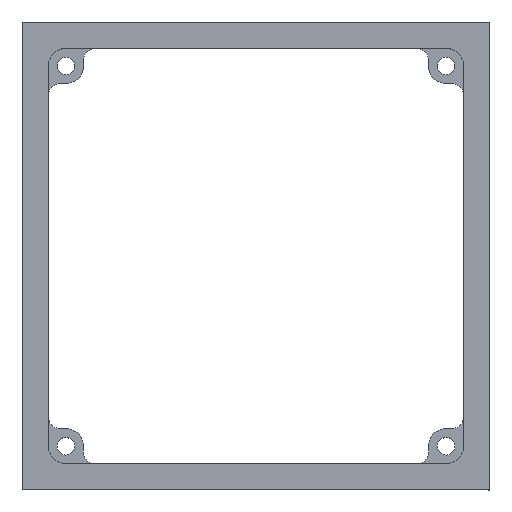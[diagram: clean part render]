
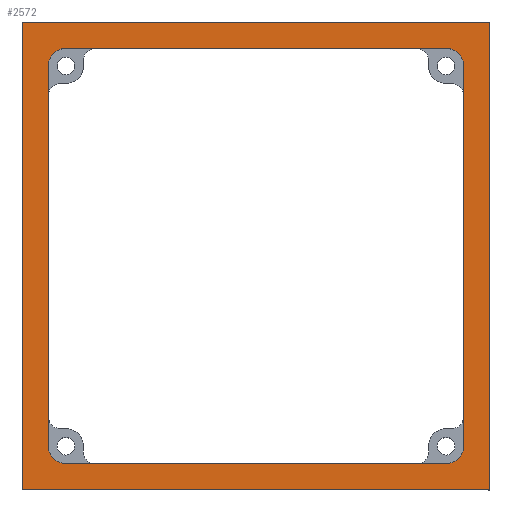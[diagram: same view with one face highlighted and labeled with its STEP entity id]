
A CAD part, top view. The second image highlights one B-rep face of the part: STEP entity #2572.
In plain terms, the highlighted planar face has unit normal (0, 0, 1).
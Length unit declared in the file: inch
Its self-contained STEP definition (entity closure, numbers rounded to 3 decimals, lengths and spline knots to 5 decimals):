
#14=FACE_BOUND('',#400,.T.);
#100=CIRCLE('',#2810,0.11811);
#101=CIRCLE('',#2811,0.11811);
#102=CIRCLE('',#2812,0.11811);
#103=CIRCLE('',#2813,0.11811);
#252=FACE_OUTER_BOUND('',#399,.T.);
#399=EDGE_LOOP('',(#1979,#1980,#1981,#1982));
#400=EDGE_LOOP('',(#1983,#1984,#1985,#1986,#1987,#1988,#1989,#1990));
#451=LINE('',#3604,#712);
#457=LINE('',#3617,#718);
#472=LINE('',#3646,#733);
#483=LINE('',#3667,#744);
#671=LINE('',#4192,#932);
#672=LINE('',#4194,#933);
#673=LINE('',#4196,#934);
#674=LINE('',#4197,#935);
#712=VECTOR('',#2867,2.55906);
#718=VECTOR('',#2875,2.55906);
#733=VECTOR('',#2894,2.55906);
#744=VECTOR('',#2907,2.55906);
#932=VECTOR('',#3475,3.14961);
#933=VECTOR('',#3476,3.14961);
#934=VECTOR('',#3477,3.14961);
#935=VECTOR('',#3478,3.14961);
#972=VERTEX_POINT('',#3601);
#973=VERTEX_POINT('',#3603);
#978=VERTEX_POINT('',#3614);
#979=VERTEX_POINT('',#3616);
#990=VERTEX_POINT('',#3643);
#991=VERTEX_POINT('',#3645);
#999=VERTEX_POINT('',#3664);
#1000=VERTEX_POINT('',#3666);
#1146=VERTEX_POINT('',#4190);
#1147=VERTEX_POINT('',#4191);
#1148=VERTEX_POINT('',#4193);
#1149=VERTEX_POINT('',#4195);
#1173=EDGE_CURVE('',#973,#972,#451,.T.);
#1179=EDGE_CURVE('',#979,#978,#457,.T.);
#1194=EDGE_CURVE('',#991,#990,#472,.T.);
#1205=EDGE_CURVE('',#1000,#999,#483,.T.);
#1469=EDGE_CURVE('',#1146,#1147,#671,.T.);
#1470=EDGE_CURVE('',#1147,#1148,#672,.T.);
#1471=EDGE_CURVE('',#1148,#1149,#673,.T.);
#1472=EDGE_CURVE('',#1149,#1146,#674,.T.);
#1473=EDGE_CURVE('',#973,#978,#100,.T.);
#1474=EDGE_CURVE('',#991,#972,#101,.T.);
#1475=EDGE_CURVE('',#1000,#990,#102,.T.);
#1476=EDGE_CURVE('',#979,#999,#103,.T.);
#1979=ORIENTED_EDGE('',*,*,#1469,.T.);
#1980=ORIENTED_EDGE('',*,*,#1470,.T.);
#1981=ORIENTED_EDGE('',*,*,#1471,.T.);
#1982=ORIENTED_EDGE('',*,*,#1472,.T.);
#1983=ORIENTED_EDGE('',*,*,#1473,.F.);
#1984=ORIENTED_EDGE('',*,*,#1173,.T.);
#1985=ORIENTED_EDGE('',*,*,#1474,.F.);
#1986=ORIENTED_EDGE('',*,*,#1194,.T.);
#1987=ORIENTED_EDGE('',*,*,#1475,.F.);
#1988=ORIENTED_EDGE('',*,*,#1205,.T.);
#1989=ORIENTED_EDGE('',*,*,#1476,.F.);
#1990=ORIENTED_EDGE('',*,*,#1179,.T.);
#2293=PLANE('',#2809);
#2572=ADVANCED_FACE('',(#252,#14),#2293,.T.);
#2809=AXIS2_PLACEMENT_3D('',#4189,#3473,#3474);
#2810=AXIS2_PLACEMENT_3D('',#4198,#3479,#3480);
#2811=AXIS2_PLACEMENT_3D('',#4199,#3481,#3482);
#2812=AXIS2_PLACEMENT_3D('',#4200,#3483,#3484);
#2813=AXIS2_PLACEMENT_3D('',#4201,#3485,#3486);
#2867=DIRECTION('',(0.,1.,0.));
#2875=DIRECTION('',(-1.,0.,0.));
#2894=DIRECTION('',(1.,0.,0.));
#2907=DIRECTION('',(0.,-1.,0.));
#3473=DIRECTION('center_axis',(0.,0.,1.));
#3474=DIRECTION('ref_axis',(0.,-1.,0.));
#3475=DIRECTION('',(-1.,0.,0.));
#3476=DIRECTION('',(0.,-1.,0.));
#3477=DIRECTION('',(1.,0.,0.));
#3478=DIRECTION('',(0.,1.,0.));
#3479=DIRECTION('center_axis',(0.,0.,1.));
#3480=DIRECTION('ref_axis',(1.,0.,0.));
#3481=DIRECTION('center_axis',(0.,0.,1.));
#3482=DIRECTION('ref_axis',(-1.,0.,0.));
#3483=DIRECTION('center_axis',(0.,0.,1.));
#3484=DIRECTION('ref_axis',(1.,0.,0.));
#3485=DIRECTION('center_axis',(0.,0.,1.));
#3486=DIRECTION('ref_axis',(-1.,0.,0.));
#3601=CARTESIAN_POINT('',(-1.40082,1.27503,0.72108));
#3603=CARTESIAN_POINT('',(-1.40082,-1.28403,0.72108));
#3604=CARTESIAN_POINT('',(-1.40082,-1.28403,0.72108));
#3614=CARTESIAN_POINT('',(-1.28271,-1.40214,0.72108));
#3616=CARTESIAN_POINT('',(1.27634,-1.40214,0.72108));
#3617=CARTESIAN_POINT('',(1.27634,-1.40214,0.72108));
#3643=CARTESIAN_POINT('',(1.27634,1.39314,0.72108));
#3645=CARTESIAN_POINT('',(-1.28271,1.39314,0.72108));
#3646=CARTESIAN_POINT('',(-1.28271,1.39314,0.72108));
#3664=CARTESIAN_POINT('',(1.39445,-1.28403,0.72108));
#3666=CARTESIAN_POINT('',(1.39445,1.27503,0.72108));
#3667=CARTESIAN_POINT('',(1.39445,1.27503,0.72108));
#4189=CARTESIAN_POINT('Origin',(-0.00319,-0.0045,
0.72108));
#4190=CARTESIAN_POINT('',(1.57162,1.5703,0.72108));
#4191=CARTESIAN_POINT('',(-1.57799,1.5703,0.72108));
#4192=CARTESIAN_POINT('',(1.57162,1.5703,0.72108));
#4193=CARTESIAN_POINT('',(-1.57799,-1.5793,0.72108));
#4194=CARTESIAN_POINT('',(-1.57799,1.5703,0.72108));
#4195=CARTESIAN_POINT('',(1.57162,-1.5793,0.72108));
#4196=CARTESIAN_POINT('',(-1.57799,-1.5793,0.72108));
#4197=CARTESIAN_POINT('',(1.57162,-1.5793,0.72108));
#4198=CARTESIAN_POINT('Origin',(-1.28271,-1.28403,0.72108));
#4199=CARTESIAN_POINT('Origin',(-1.28271,1.27503,0.72108));
#4200=CARTESIAN_POINT('Origin',(1.27634,1.27503,0.72108));
#4201=CARTESIAN_POINT('Origin',(1.27634,-1.28403,0.72108));
